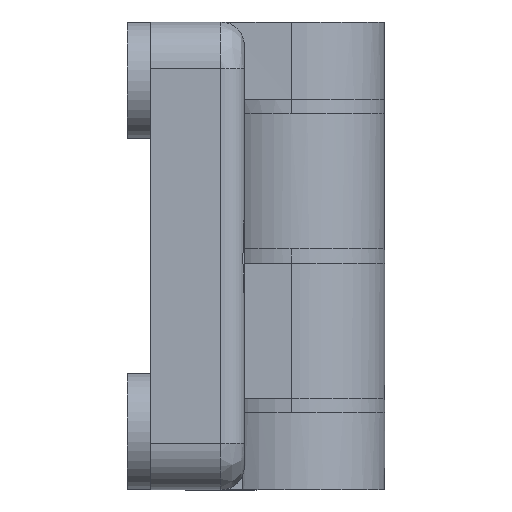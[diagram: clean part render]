
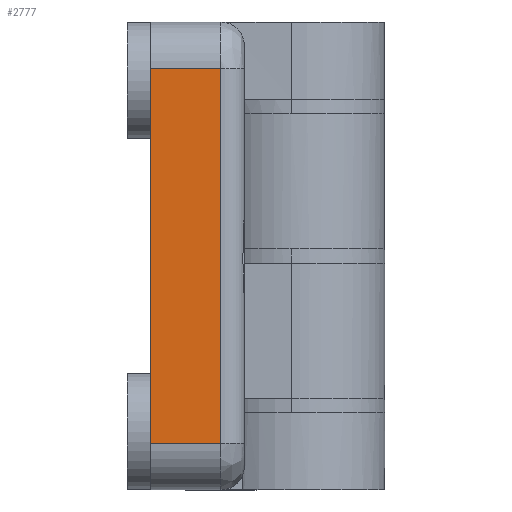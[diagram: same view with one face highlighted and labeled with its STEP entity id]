
A CAD part, left-side view. The second image highlights one B-rep face of the part: STEP entity #2777.
In plain terms, the highlighted planar face has unit normal (-1, 0, 0).
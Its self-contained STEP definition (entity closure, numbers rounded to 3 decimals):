
#360 = VERTEX_POINT ( 'NONE', #530 ) ;
#425 = VECTOR ( 'NONE', #2213, 1000. ) ;
#530 = CARTESIAN_POINT ( 'NONE',  ( -26.2, 6., -8. ) ) ;
#624 = EDGE_CURVE ( 'NONE', #1122, #3862, #3417, .T. ) ;
#632 = PLANE ( 'NONE',  #3173 ) ;
#878 = VECTOR ( 'NONE', #3968, 1000. ) ;
#940 = LINE ( 'NONE', #1803, #1923 ) ;
#991 = LINE ( 'NONE', #1647, #878 ) ;
#1122 = VERTEX_POINT ( 'NONE', #2120 ) ;
#1221 = CARTESIAN_POINT ( 'NONE',  ( -26.2, 3., 8. ) ) ;
#1519 = CARTESIAN_POINT ( 'NONE',  ( -26.2, 6., 0. ) ) ;
#1647 = CARTESIAN_POINT ( 'NONE',  ( -26.2, 6., -8. ) ) ;
#1801 = ORIENTED_EDGE ( 'NONE', *, *, #2387, .T. ) ;
#1803 = CARTESIAN_POINT ( 'NONE',  ( -26.2, 6., 8. ) ) ;
#1923 = VECTOR ( 'NONE', #2527, 1000. ) ;
#2120 = CARTESIAN_POINT ( 'NONE',  ( -26.2, 3., -8. ) ) ;
#2196 = EDGE_LOOP ( 'NONE', ( #1801, #4160, #3369, #4226 ) ) ;
#2213 = DIRECTION ( 'NONE',  ( 0., 0., -1. ) ) ;
#2387 = EDGE_CURVE ( 'NONE', #3055, #360, #4290, .T. ) ;
#2527 = DIRECTION ( 'NONE',  ( 0., 1., 0. ) ) ;
#2682 = DIRECTION ( 'NONE',  ( 0., 0., 1. ) ) ;
#2777 = ADVANCED_FACE ( 'NONE', ( #3611 ), #632, .T. ) ;
#2779 = EDGE_CURVE ( 'NONE', #3862, #3055, #940, .T. ) ;
#2868 = VECTOR ( 'NONE', #2682, 1000. ) ;
#2893 = EDGE_CURVE ( 'NONE', #1122, #360, #991, .T. ) ;
#3055 = VERTEX_POINT ( 'NONE', #3770 ) ;
#3173 = AXIS2_PLACEMENT_3D ( 'NONE', #4871, #4824, #4454 ) ;
#3369 = ORIENTED_EDGE ( 'NONE', *, *, #624, .T. ) ;
#3411 = CARTESIAN_POINT ( 'NONE',  ( -26.2, 3., 0. ) ) ;
#3417 = LINE ( 'NONE', #3411, #2868 ) ;
#3611 = FACE_OUTER_BOUND ( 'NONE', #2196, .T. ) ;
#3770 = CARTESIAN_POINT ( 'NONE',  ( -26.2, 6., 8. ) ) ;
#3862 = VERTEX_POINT ( 'NONE', #1221 ) ;
#3968 = DIRECTION ( 'NONE',  ( 0., 1., 0. ) ) ;
#4160 = ORIENTED_EDGE ( 'NONE', *, *, #2893, .F. ) ;
#4226 = ORIENTED_EDGE ( 'NONE', *, *, #2779, .T. ) ;
#4290 = LINE ( 'NONE', #1519, #425 ) ;
#4454 = DIRECTION ( 'NONE',  ( 0., 0., 1. ) ) ;
#4824 = DIRECTION ( 'NONE',  ( -1., 0., 0. ) ) ;
#4871 = CARTESIAN_POINT ( 'NONE',  ( -26.2, 6., 0. ) ) ;
